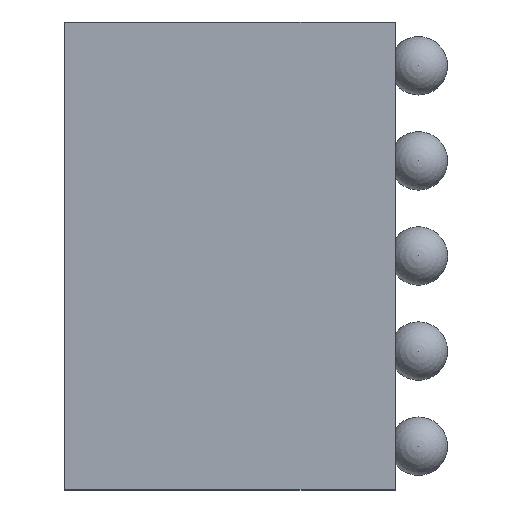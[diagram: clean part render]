
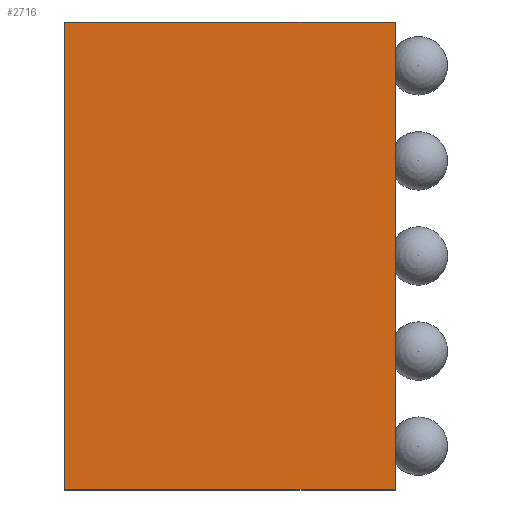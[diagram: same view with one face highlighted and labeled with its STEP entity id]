
A CAD part, left-side view. The second image highlights one B-rep face of the part: STEP entity #2716.
In plain terms, the highlighted planar face has unit normal (-1, 0, 0).
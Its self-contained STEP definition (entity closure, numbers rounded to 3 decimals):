
#198 = VECTOR ( 'NONE', #1175, 1000. ) ;
#499 = VECTOR ( 'NONE', #738, 1000. ) ;
#738 = DIRECTION ( 'NONE',  ( 0., 0., 1. ) ) ;
#771 = LINE ( 'NONE', #1905, #2414 ) ;
#792 = EDGE_CURVE ( 'NONE', #1289, #1544, #2050, .T. ) ;
#857 = DIRECTION ( 'NONE',  ( 0., -1., 0. ) ) ;
#869 = VERTEX_POINT ( 'NONE', #2408 ) ;
#897 = LINE ( 'NONE', #955, #198 ) ;
#955 = CARTESIAN_POINT ( 'NONE',  ( -5.625, 4.42, -3.125 ) ) ;
#987 = CARTESIAN_POINT ( 'NONE',  ( -5.625, 4.42, 3.125 ) ) ;
#1020 = PLANE ( 'NONE',  #1341 ) ;
#1025 = DIRECTION ( 'NONE',  ( 0., 0., 1. ) ) ;
#1045 = ORIENTED_EDGE ( 'NONE', *, *, #2148, .F. ) ;
#1050 = DIRECTION ( 'NONE',  ( 0., 0., -1. ) ) ;
#1072 = CARTESIAN_POINT ( 'NONE',  ( -5.625, 0., 3.125 ) ) ;
#1094 = FACE_OUTER_BOUND ( 'NONE', #1577, .T. ) ;
#1175 = DIRECTION ( 'NONE',  ( 0., -1., 0. ) ) ;
#1248 = DIRECTION ( 'NONE',  ( 1., 0., 0. ) ) ;
#1289 = VERTEX_POINT ( 'NONE', #1372 ) ;
#1341 = AXIS2_PLACEMENT_3D ( 'NONE', #2724, #1248, #1050 ) ;
#1351 = CARTESIAN_POINT ( 'NONE',  ( -5.625, 4.42, 3.125 ) ) ;
#1372 = CARTESIAN_POINT ( 'NONE',  ( -5.625, 4.42, -3.125 ) ) ;
#1544 = VERTEX_POINT ( 'NONE', #987 ) ;
#1561 = EDGE_CURVE ( 'NONE', #869, #2335, #2199, .T. ) ;
#1577 = EDGE_LOOP ( 'NONE', ( #2127, #1045, #2392, #2235 ) ) ;
#1794 = VECTOR ( 'NONE', #1025, 1000. ) ;
#1905 = CARTESIAN_POINT ( 'NONE',  ( -5.625, 4.42, 3.125 ) ) ;
#2050 = LINE ( 'NONE', #1351, #499 ) ;
#2127 = ORIENTED_EDGE ( 'NONE', *, *, #1561, .T. ) ;
#2148 = EDGE_CURVE ( 'NONE', #1544, #2335, #771, .T. ) ;
#2199 = LINE ( 'NONE', #2653, #1794 ) ;
#2235 = ORIENTED_EDGE ( 'NONE', *, *, #2548, .T. ) ;
#2335 = VERTEX_POINT ( 'NONE', #1072 ) ;
#2392 = ORIENTED_EDGE ( 'NONE', *, *, #792, .F. ) ;
#2408 = CARTESIAN_POINT ( 'NONE',  ( -5.625, 0., -3.125 ) ) ;
#2414 = VECTOR ( 'NONE', #857, 1000. ) ;
#2548 = EDGE_CURVE ( 'NONE', #1289, #869, #897, .T. ) ;
#2653 = CARTESIAN_POINT ( 'NONE',  ( -5.625, 0., 3.125 ) ) ;
#2716 = ADVANCED_FACE ( 'NONE', ( #1094 ), #1020, .F. ) ;
#2724 = CARTESIAN_POINT ( 'NONE',  ( -5.625, 4.42, 3.125 ) ) ;
